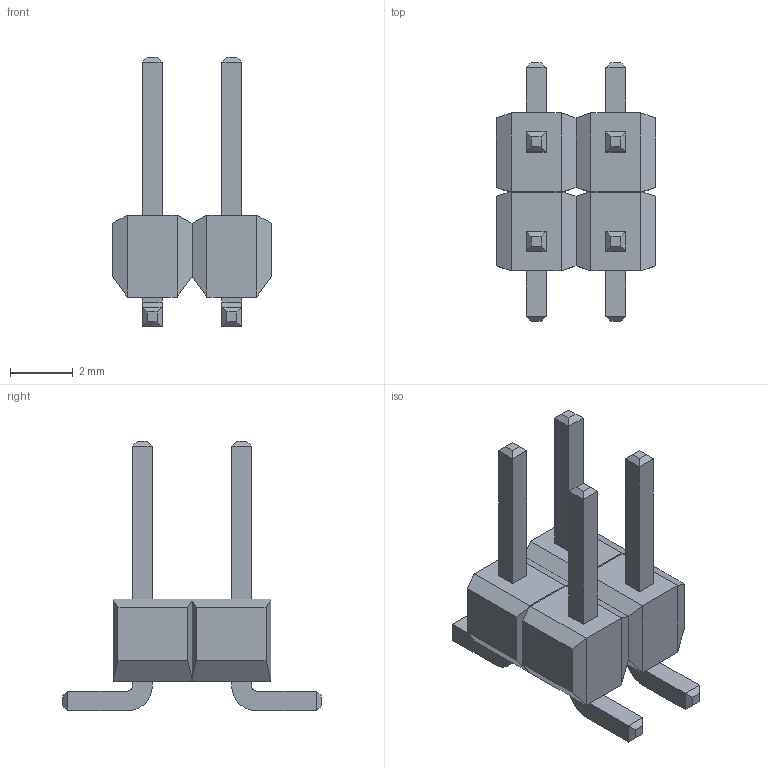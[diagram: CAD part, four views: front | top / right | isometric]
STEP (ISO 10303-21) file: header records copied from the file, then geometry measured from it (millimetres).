
FILE_DESCRIPTION(('STEP AP214'),'1');
FILE_NAME('CONN_1241050-2_TYCO-L','2018-03-31T20:52:47',(''),(''),'','','');
FILE_SCHEMA(('AUTOMOTIVE_DESIGN'));
Length unit declared in the file: millimetre
Products named in the file (1): product
Bounding box: 5.08 x 8.26 x 8.61 mm (x, y, z)
Surface area: 209.4 mm2 (no closed solid volume)
Topology: 0 solids, 148 shells, 148 faces, 624 edges, 624 vertices
Faces by surface type: plane 140, cylinder 8
Entity records: 7039 total; most frequent: CARTESIAN_POINT 1397, VERTEX_POINT 1248, DIRECTION 954, ORIENTED_EDGE 624, EDGE_CURVE 624, LINE 592, VECTOR 592, AXIS2_PLACEMENT_3D 181
